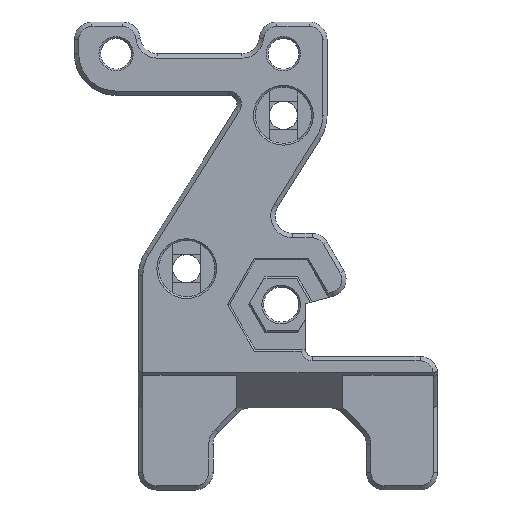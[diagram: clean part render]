
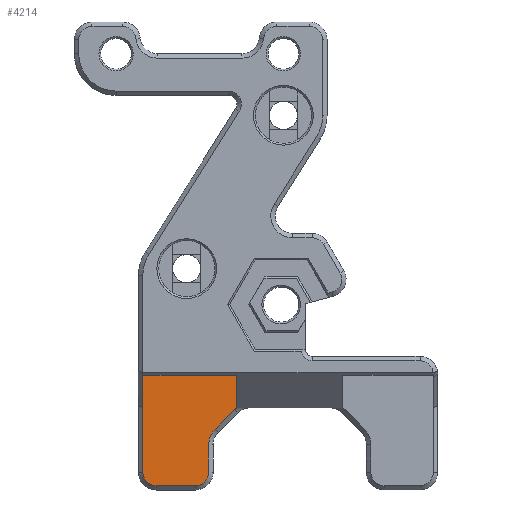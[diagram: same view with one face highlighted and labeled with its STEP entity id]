
A CAD part, front view. The second image highlights one B-rep face of the part: STEP entity #4214.
In plain terms, the highlighted planar face has unit normal (0, -1, 0).
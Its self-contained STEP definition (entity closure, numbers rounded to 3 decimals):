
#197=FACE_OUTER_BOUND('',#456,.T.);
#456=EDGE_LOOP('',(#2863,#2864,#2865,#2866,#2867,#2868,#2869,#2870,#2871,
#2872,#2873));
#739=LINE('',#6271,#1189);
#745=LINE('',#6289,#1195);
#747=LINE('',#6292,#1197);
#748=LINE('',#6294,#1198);
#749=LINE('',#6298,#1199);
#750=LINE('',#6302,#1200);
#751=LINE('',#6305,#1201);
#1189=VECTOR('',#4988,10.);
#1195=VECTOR('',#5004,10.);
#1197=VECTOR('',#5008,10.);
#1198=VECTOR('',#5011,10.);
#1199=VECTOR('',#5014,10.);
#1200=VECTOR('',#5017,10.);
#1201=VECTOR('',#5020,10.);
#1620=CIRCLE('',#4521,2.5);
#1622=CIRCLE('',#4526,1.5);
#1623=CIRCLE('',#4527,1.5);
#1624=CIRCLE('',#4528,2.5);
#1792=VERTEX_POINT('',#6268);
#1793=VERTEX_POINT('',#6270);
#1796=VERTEX_POINT('',#6277);
#1797=VERTEX_POINT('',#6279);
#1799=VERTEX_POINT('',#6286);
#1800=VERTEX_POINT('',#6288);
#1801=VERTEX_POINT('',#6295);
#1802=VERTEX_POINT('',#6297);
#1803=VERTEX_POINT('',#6299);
#1804=VERTEX_POINT('',#6301);
#1805=VERTEX_POINT('',#6303);
#2182=EDGE_CURVE('',#1793,#1792,#739,.T.);
#2186=EDGE_CURVE('',#1797,#1796,#1620,.T.);
#2191=EDGE_CURVE('',#1800,#1799,#745,.F.);
#2193=EDGE_CURVE('',#1796,#1800,#747,.T.);
#2194=EDGE_CURVE('',#1793,#1799,#748,.F.);
#2195=EDGE_CURVE('',#1792,#1801,#1622,.T.);
#2196=EDGE_CURVE('',#1801,#1802,#749,.T.);
#2197=EDGE_CURVE('',#1802,#1803,#1623,.T.);
#2198=EDGE_CURVE('',#1803,#1804,#750,.T.);
#2199=EDGE_CURVE('',#1804,#1805,#1624,.T.);
#2200=EDGE_CURVE('',#1805,#1797,#751,.T.);
#2863=ORIENTED_EDGE('',*,*,#2191,.T.);
#2864=ORIENTED_EDGE('',*,*,#2194,.F.);
#2865=ORIENTED_EDGE('',*,*,#2182,.T.);
#2866=ORIENTED_EDGE('',*,*,#2195,.T.);
#2867=ORIENTED_EDGE('',*,*,#2196,.T.);
#2868=ORIENTED_EDGE('',*,*,#2197,.T.);
#2869=ORIENTED_EDGE('',*,*,#2198,.T.);
#2870=ORIENTED_EDGE('',*,*,#2199,.T.);
#2871=ORIENTED_EDGE('',*,*,#2200,.T.);
#2872=ORIENTED_EDGE('',*,*,#2186,.T.);
#2873=ORIENTED_EDGE('',*,*,#2193,.T.);
#4054=PLANE('',#4525);
#4214=ADVANCED_FACE('',(#197),#4054,.T.);
#4521=AXIS2_PLACEMENT_3D('',#6280,#4995,#4996);
#4525=AXIS2_PLACEMENT_3D('',#6293,#5009,#5010);
#4526=AXIS2_PLACEMENT_3D('',#6296,#5012,#5013);
#4527=AXIS2_PLACEMENT_3D('',#6300,#5015,#5016);
#4528=AXIS2_PLACEMENT_3D('',#6304,#5018,#5019);
#4988=DIRECTION('',(0.,0.,-1.));
#4995=DIRECTION('center_axis',(0.,1.,0.));
#4996=DIRECTION('ref_axis',(-0.6,0.,0.8));
#5004=DIRECTION('',(1.,0.,0.));
#5008=DIRECTION('',(0.,0.,1.));
#5009=DIRECTION('center_axis',(0.,-1.,0.));
#5010=DIRECTION('ref_axis',(1.,0.,0.));
#5011=DIRECTION('',(0.,0.,-1.));
#5012=DIRECTION('center_axis',(0.,-1.,0.));
#5013=DIRECTION('ref_axis',(-1.,0.,0.));
#5014=DIRECTION('',(1.,0.,0.));
#5015=DIRECTION('center_axis',(0.,-1.,0.));
#5016=DIRECTION('ref_axis',(0.,0.,-1.));
#5017=DIRECTION('',(0.,0.,1.));
#5018=DIRECTION('center_axis',(0.,1.,0.));
#5019=DIRECTION('ref_axis',(-0.707,0.,0.707));
#5020=DIRECTION('',(0.707,0.,0.707));
#6268=CARTESIAN_POINT('',(24.331,-33.027,-3.412));
#6270=CARTESIAN_POINT('',(24.331,-33.027,3.938));
#6271=CARTESIAN_POINT('',(24.331,-33.027,1.725));
#6277=CARTESIAN_POINT('',(35.009,-33.027,3.938));
#6279=CARTESIAN_POINT('',(34.741,-33.027,3.705));
#6280=CARTESIAN_POINT('Origin',(36.509,-33.027,1.938));
#6286=CARTESIAN_POINT('',(24.331,-33.027,7.655));
#6288=CARTESIAN_POINT('',(35.009,-33.027,7.655));
#6289=CARTESIAN_POINT('',(39.218,-33.027,7.655));
#6292=CARTESIAN_POINT('',(35.009,-33.027,1.725));
#6293=CARTESIAN_POINT('Origin',(40.856,-33.027,-0.487));
#6294=CARTESIAN_POINT('',(24.331,-33.027,1.725));
#6295=CARTESIAN_POINT('',(25.831,-33.027,-4.912));
#6296=CARTESIAN_POINT('Origin',(25.831,-33.027,-3.412));
#6297=CARTESIAN_POINT('',(30.331,-33.027,-4.912));
#6298=CARTESIAN_POINT('',(33.343,-33.027,-4.912));
#6299=CARTESIAN_POINT('',(31.831,-33.027,-3.412));
#6300=CARTESIAN_POINT('Origin',(30.331,-33.027,-3.412));
#6301=CARTESIAN_POINT('',(31.831,-33.027,-0.241));
#6302=CARTESIAN_POINT('',(31.831,-33.027,-1.95));
#6303=CARTESIAN_POINT('',(32.563,-33.027,1.527));
#6304=CARTESIAN_POINT('Origin',(34.331,-33.027,-0.241));
#6305=CARTESIAN_POINT('',(34.133,-33.027,3.096));
